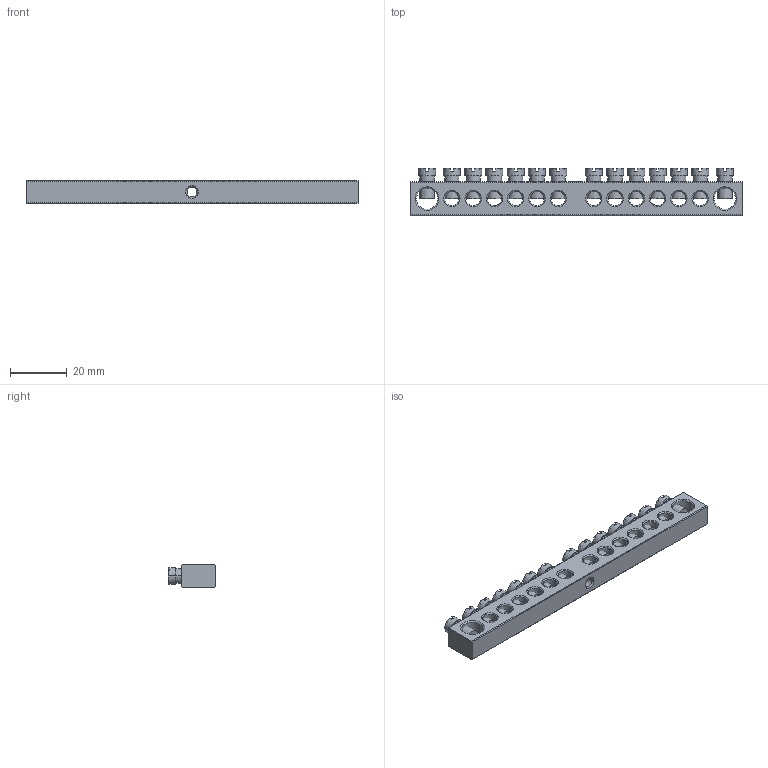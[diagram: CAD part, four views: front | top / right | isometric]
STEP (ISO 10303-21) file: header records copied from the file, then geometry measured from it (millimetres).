
FILE_DESCRIPTION (( 'STEP AP214' ), '1' );
FILE_NAME ('YNN20-14-100 Øèíà PEN çåìëÿ-íîëü 8õ12ìì 14_1 (14ãðóïïû_êðåï ïî öåíòð) ÈÝÊ.STEP', '2016-08-24T13:15:48', ( 'user' ), ( '' ), 'SwSTEP 2.0', 'SolidWorks 2014', '' );
FILE_SCHEMA (( 'AUTOMOTIVE_DESIGN' ));
Length unit declared in the file: millimetre
Products named in the file (3): YNN20-14-100 Øèíà PEN çåìëÿ-íîëü 8õ12ìì 14_1 (14ãðóïïû_êðåï ïî öåíòð) ÈÝÊ; Øèíà ÂõÍ n-1_8å12 14-1; Âèíò_Œ5
Assembly tree (15 placements, depth 2):
  YNN20-14-100 Øèíà PEN çåìëÿ-íîëü 8õ12ìì 14_1 (14ãðóïïû_êðåï ïî öåíòð) ÈÝÊ
    Øèíà ÂõÍ n-1_8å12 14-1
    Âèíò_Œ5  x14
Bounding box: 117 x 16.7 x 8 mm (x, y, z)
Volume: 10820.7 mm3; surface area: 9753.6 mm2
Topology: 15 solids, 15 shells, 716 faces, 1886 edges, 1214 vertices
Faces by surface type: plane 486, cone 116, cylinder 114
Entity records: 7268 total; most frequent: CARTESIAN_POINT 1923, DIRECTION 1074, ORIENTED_EDGE 960, EDGE_CURVE 480, AXIS2_PLACEMENT_3D 426, VERTEX_POINT 291, EDGE_LOOP 257, VECTOR 222
